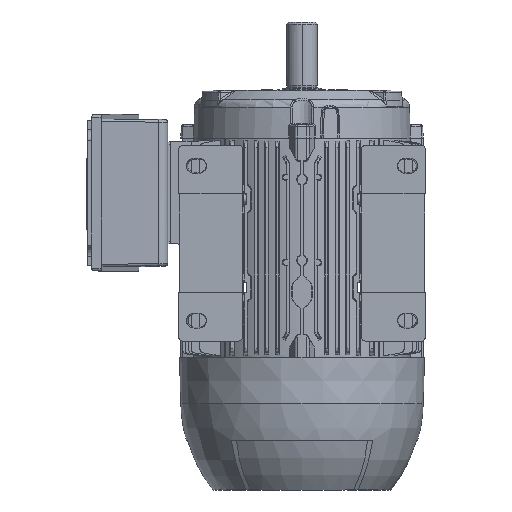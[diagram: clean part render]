
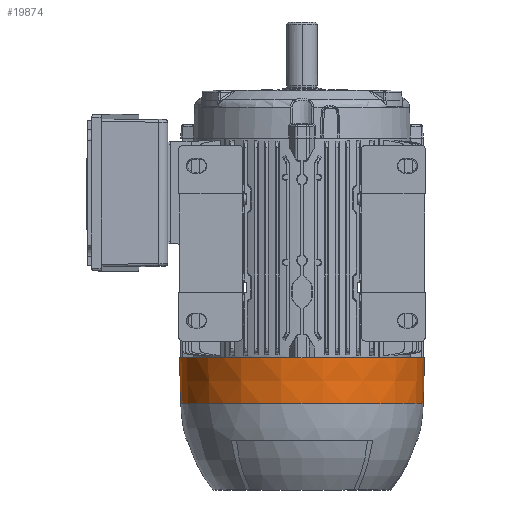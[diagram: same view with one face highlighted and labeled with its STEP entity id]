
A CAD part, front view. The second image highlights one B-rep face of the part: STEP entity #19874.
In plain terms, the highlighted conical face has half-angle 1.5 degrees and reference radius 110.35 mm.
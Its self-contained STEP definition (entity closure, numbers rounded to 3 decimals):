
#575 = DIRECTION ( 'NONE',  ( -0.026, 0., 1. ) ) ;
#1578 = CONICAL_SURFACE ( 'NONE', #45404, 110.35, 0.026 ) ;
#3898 = DIRECTION ( 'NONE',  ( 0., 0., 1. ) ) ;
#5471 = VECTOR ( 'NONE', #575, 1000. ) ;
#5954 = ORIENTED_EDGE ( 'NONE', *, *, #11551, .T. ) ;
#9003 = CARTESIAN_POINT ( 'NONE',  ( 110.35, 0., -183.2 ) ) ;
#11513 = VERTEX_POINT ( 'NONE', #16512 ) ;
#11551 = EDGE_CURVE ( 'NONE', #13529, #11513, #63486, .T. ) ;
#13290 = CARTESIAN_POINT ( 'NONE',  ( 0., 0., -167.5 ) ) ;
#13529 = VERTEX_POINT ( 'NONE', #54030 ) ;
#14761 = CARTESIAN_POINT ( 'NONE',  ( -110.35, 0., -183.2 ) ) ;
#15744 = CIRCLE ( 'NONE', #25613, 110.761 ) ;
#16512 = CARTESIAN_POINT ( 'NONE',  ( 110.761, 0., -167.5 ) ) ;
#16947 = ORIENTED_EDGE ( 'NONE', *, *, #22679, .T. ) ;
#18181 = DIRECTION ( 'NONE',  ( 1., 0., 0. ) ) ;
#19703 = EDGE_CURVE ( 'NONE', #30143, #11513, #15744, .T. ) ;
#19874 = ADVANCED_FACE ( 'NONE', ( #30476 ), #1578, .T. ) ;
#22679 = EDGE_CURVE ( 'NONE', #63665, #13529, #57081, .T. ) ;
#25613 = AXIS2_PLACEMENT_3D ( 'NONE', #13290, #67366, #18181 ) ;
#30143 = VERTEX_POINT ( 'NONE', #53573 ) ;
#30476 = FACE_OUTER_BOUND ( 'NONE', #66866, .T. ) ;
#35115 = LINE ( 'NONE', #14761, #5471 ) ;
#40841 = DIRECTION ( 'NONE',  ( 1., 0., 0. ) ) ;
#43354 = DIRECTION ( 'NONE',  ( 1., 0., 0. ) ) ;
#45404 = AXIS2_PLACEMENT_3D ( 'NONE', #57513, #3898, #43354 ) ;
#52514 = VECTOR ( 'NONE', #84760, 1000. ) ;
#53573 = CARTESIAN_POINT ( 'NONE',  ( -110.761, 0., -167.5 ) ) ;
#54030 = CARTESIAN_POINT ( 'NONE',  ( 109.669, 0., -209.2 ) ) ;
#57081 = CIRCLE ( 'NONE', #65590, 109.669 ) ;
#57513 = CARTESIAN_POINT ( 'NONE',  ( 0., 0., -183.2 ) ) ;
#62574 = CARTESIAN_POINT ( 'NONE',  ( 0., 0., -209.2 ) ) ;
#62995 = DIRECTION ( 'NONE',  ( 0., 0., 1. ) ) ;
#63486 = LINE ( 'NONE', #9003, #52514 ) ;
#63665 = VERTEX_POINT ( 'NONE', #77817 ) ;
#65590 = AXIS2_PLACEMENT_3D ( 'NONE', #62574, #62995, #40841 ) ;
#66866 = EDGE_LOOP ( 'NONE', ( #82290, #16947, #5954, #73042 ) ) ;
#67366 = DIRECTION ( 'NONE',  ( 0., 0., 1. ) ) ;
#73042 = ORIENTED_EDGE ( 'NONE', *, *, #19703, .F. ) ;
#76097 = EDGE_CURVE ( 'NONE', #63665, #30143, #35115, .T. ) ;
#77817 = CARTESIAN_POINT ( 'NONE',  ( -109.669, 0., -209.2 ) ) ;
#82290 = ORIENTED_EDGE ( 'NONE', *, *, #76097, .F. ) ;
#84760 = DIRECTION ( 'NONE',  ( 0.026, 0., 1. ) ) ;
